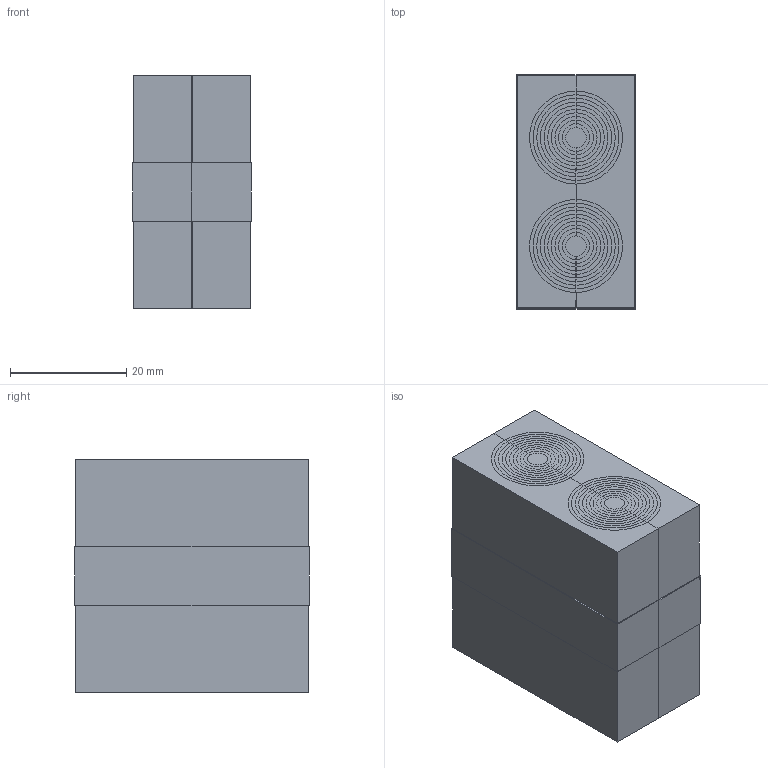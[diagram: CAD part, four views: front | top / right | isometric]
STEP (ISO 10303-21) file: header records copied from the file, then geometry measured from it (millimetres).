
FILE_DESCRIPTION(/* description */ (''),/* implementation_level */ '2;1');
FILE_NAME(/* name */ 'CX 20w40.stp',/* time_stamp */ '2025-05-30T13:29:59+02:00',/* author */ ('se-marfre'),/* organization */ (''),/* preprocessor_version */ 'ST-DEVELOPER v19.2',/* originating_system */ 'Autodesk Inventor 2023',/* authorisation */ '');
FILE_SCHEMA (('CONFIG_CONTROL_DESIGN'));
Length unit declared in the file: millimetre
Products named in the file (1): CX 20w40
Bounding box: 20.4 x 40.4 x 40 mm (x, y, z)
Volume: 32241.6 mm3; surface area: 21314.1 mm2
Topology: 10 solids, 10 shells, 214 faces, 438 edges, 244 vertices
Faces by surface type: plane 200, cylinder 14
Full cylindrical faces by diameter (mm): 3.5 x2
Entity records: 5694 total; most frequent: DIRECTION 968, CARTESIAN_POINT 897, ORIENTED_EDGE 876, EDGE_CURVE 438, LINE 338, VECTOR 338, AXIS2_PLACEMENT_3D 315, VERTEX_POINT 244
